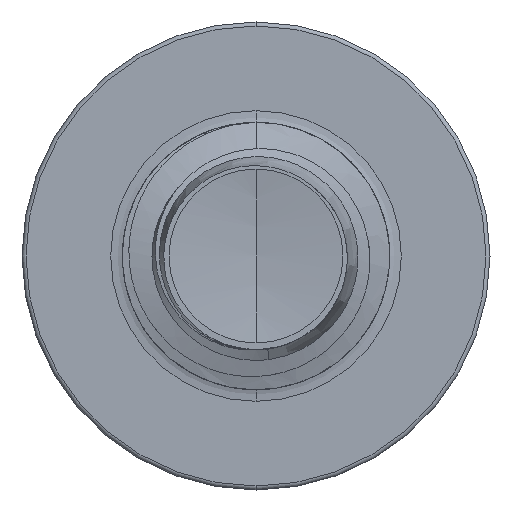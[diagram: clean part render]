
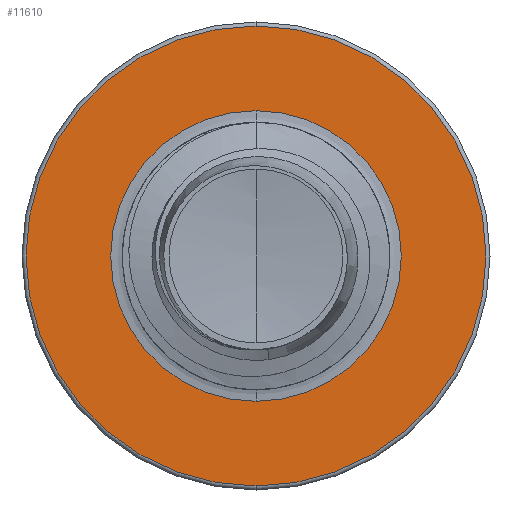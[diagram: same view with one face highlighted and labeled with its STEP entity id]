
A CAD part, front view. The second image highlights one B-rep face of the part: STEP entity #11610.
In plain terms, the highlighted planar face has unit normal (0, -1, 0).
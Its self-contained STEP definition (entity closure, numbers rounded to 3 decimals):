
#468 = DIRECTION ( 'NONE',  ( 0., 0., 1. ) ) ;
#512 = DIRECTION ( 'NONE',  ( 0., 1., 0. ) ) ;
#709 = CARTESIAN_POINT ( 'NONE',  ( 0., 10., -2.174 ) ) ;
#731 = AXIS2_PLACEMENT_3D ( 'NONE', #2999, #2955, #2911 ) ;
#810 = PLANE ( 'NONE',  #23268 ) ;
#1705 = EDGE_CURVE ( 'NONE', #20677, #20124, #19847, .T. ) ;
#1806 = EDGE_CURVE ( 'NONE', #21447, #16998, #23202, .T. ) ;
#2911 = DIRECTION ( 'NONE',  ( 0., 0., 1. ) ) ;
#2955 = DIRECTION ( 'NONE',  ( 0., 1., 0. ) ) ;
#2999 = CARTESIAN_POINT ( 'NONE',  ( 0., 10., 0. ) ) ;
#4514 = ORIENTED_EDGE ( 'NONE', *, *, #13345, .F. ) ;
#4738 = CARTESIAN_POINT ( 'NONE',  ( 0., 10., -2.174 ) ) ;
#4926 = CARTESIAN_POINT ( 'NONE',  ( 0., 10., -3.44 ) ) ;
#5326 = ORIENTED_EDGE ( 'NONE', *, *, #21165, .T. ) ;
#5472 = FACE_OUTER_BOUND ( 'NONE', #17508, .T. ) ;
#7868 = AXIS2_PLACEMENT_3D ( 'NONE', #14564, #14451, #14387 ) ;
#11132 = FACE_BOUND ( 'NONE', #22277, .T. ) ;
#11610 = ADVANCED_FACE ( 'NONE', ( #5472, #11132 ), #810, .F. ) ;
#11949 = CARTESIAN_POINT ( 'NONE',  ( 0., 10., 0. ) ) ;
#12038 = AXIS2_PLACEMENT_3D ( 'NONE', #24536, #14761, #25455 ) ;
#13345 = EDGE_CURVE ( 'NONE', #16998, #21447, #20963, .T. ) ;
#14118 = DIRECTION ( 'NONE',  ( 0., 0., 1. ) ) ;
#14387 = DIRECTION ( 'NONE',  ( 0., 0., 1. ) ) ;
#14451 = DIRECTION ( 'NONE',  ( 0., 1., 0. ) ) ;
#14564 = CARTESIAN_POINT ( 'NONE',  ( 0., 10., 0. ) ) ;
#14761 = DIRECTION ( 'NONE',  ( 0., 1., 0. ) ) ;
#16998 = VERTEX_POINT ( 'NONE', #23553 ) ;
#17508 = EDGE_LOOP ( 'NONE', ( #4514, #20430 ) ) ;
#19497 = CARTESIAN_POINT ( 'NONE',  ( 0., 10., 2.174 ) ) ;
#19847 = CIRCLE ( 'NONE', #731, 2.174 ) ;
#20124 = VERTEX_POINT ( 'NONE', #4738 ) ;
#20430 = ORIENTED_EDGE ( 'NONE', *, *, #1806, .F. ) ;
#20677 = VERTEX_POINT ( 'NONE', #19497 ) ;
#20963 = CIRCLE ( 'NONE', #12038, 3.44 ) ;
#21165 = EDGE_CURVE ( 'NONE', #20124, #20677, #24698, .T. ) ;
#21447 = VERTEX_POINT ( 'NONE', #4926 ) ;
#22277 = EDGE_LOOP ( 'NONE', ( #24792, #5326 ) ) ;
#23202 = CIRCLE ( 'NONE', #7868, 3.44 ) ;
#23268 = AXIS2_PLACEMENT_3D ( 'NONE', #709, #512, #468 ) ;
#23553 = CARTESIAN_POINT ( 'NONE',  ( 0., 10., 3.44 ) ) ;
#24262 = DIRECTION ( 'NONE',  ( 0., 1., 0. ) ) ;
#24286 = AXIS2_PLACEMENT_3D ( 'NONE', #11949, #24262, #14118 ) ;
#24536 = CARTESIAN_POINT ( 'NONE',  ( 0., 10., 0. ) ) ;
#24698 = CIRCLE ( 'NONE', #24286, 2.174 ) ;
#24792 = ORIENTED_EDGE ( 'NONE', *, *, #1705, .T. ) ;
#25455 = DIRECTION ( 'NONE',  ( 0., 0., 1. ) ) ;
